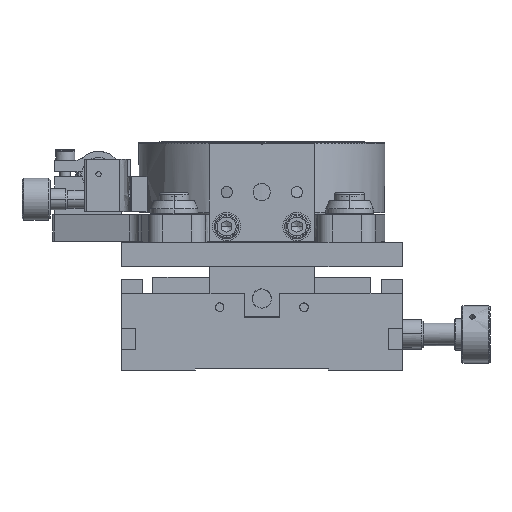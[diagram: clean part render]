
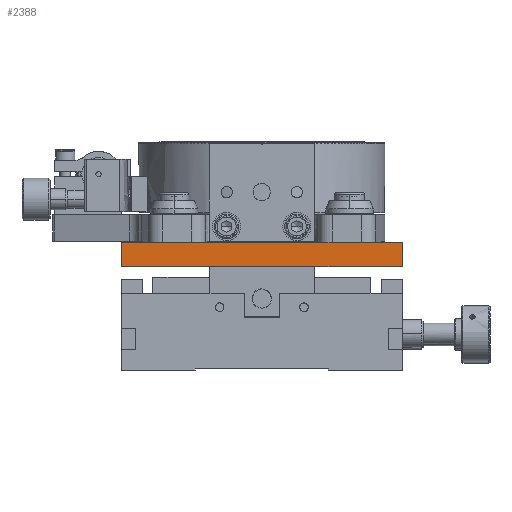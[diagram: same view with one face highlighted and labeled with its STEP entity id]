
A CAD part, left-side view. The second image highlights one B-rep face of the part: STEP entity #2388.
In plain terms, the highlighted free-form (B-spline) face has degree [1, 1] with [2, 2] control points.
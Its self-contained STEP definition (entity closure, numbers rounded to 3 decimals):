
#2388=ADVANCED_FACE('',(#5955),#115758,.T.);
#5955=FACE_OUTER_BOUND('',#9282,.T.);
#9282=EDGE_LOOP('',(#21454,#21455,#21456,#21457));
#21454=ORIENTED_EDGE('',*,*,#100156,.F.);
#21455=ORIENTED_EDGE('',*,*,#100251,.F.);
#21456=ORIENTED_EDGE('',*,*,#100256,.T.);
#21457=ORIENTED_EDGE('',*,*,#100245,.F.);
#42663=B_SPLINE_CURVE_WITH_KNOTS('',1,(#178441,#178442),.UNSPECIFIED.,.F.,
 .F.,(2,2),(-80.,0.),.UNSPECIFIED.);
#42664=B_SPLINE_CURVE_WITH_KNOTS('',1,(#178443,#178444),.UNSPECIFIED.,.F.,
 .F.,(2,2),(-80.,0.),.UNSPECIFIED.);
#42682=B_SPLINE_CURVE_WITH_KNOTS('',1,(#179279,#179280),.UNSPECIFIED.,.F.,
 .F.,(2,2),(-7.,0.),.UNSPECIFIED.);
#42683=B_SPLINE_CURVE_WITH_KNOTS('',1,(#179281,#179282),.UNSPECIFIED.,.F.,
 .F.,(2,2),(-7.,0.),.UNSPECIFIED.);
#42698=B_SPLINE_CURVE_WITH_KNOTS('',1,(#179311,#179312),.UNSPECIFIED.,.F.,
 .F.,(2,2),(0.,7.),.UNSPECIFIED.);
#42699=B_SPLINE_CURVE_WITH_KNOTS('',1,(#179313,#179314),.UNSPECIFIED.,.F.,
 .F.,(2,2),(0.,7.),.UNSPECIFIED.);
#42700=B_SPLINE_CURVE_WITH_KNOTS('',1,(#179355,#179356),.UNSPECIFIED.,.F.,
 .F.,(2,2),(-80.,0.),.UNSPECIFIED.);
#42701=B_SPLINE_CURVE_WITH_KNOTS('',1,(#179357,#179358),.UNSPECIFIED.,.F.,
 .F.,(2,2),(0.,7.),.UNSPECIFIED.);
#42702=B_SPLINE_CURVE_WITH_KNOTS('',1,(#179359,#179360),.UNSPECIFIED.,.F.,
 .F.,(2,2),(0.,80.),.UNSPECIFIED.);
#42703=B_SPLINE_CURVE_WITH_KNOTS('',1,(#179361,#179362),.UNSPECIFIED.,.F.,
 .F.,(2,2),(0.,80.),.UNSPECIFIED.);
#42704=B_SPLINE_CURVE_WITH_KNOTS('',1,(#179363,#179364),.UNSPECIFIED.,.F.,
 .F.,(2,2),(-7.,0.),.UNSPECIFIED.);
#43271=B_SPLINE_CURVE_WITH_KNOTS('',1,(#181491,#181492),.UNSPECIFIED.,.F.,
 .F.,(2,2),(0.,80.),.UNSPECIFIED.);
#61514=PCURVE('',#115754,#79043);
#61604=PCURVE('',#115755,#79133);
#61614=PCURVE('',#115757,#79143);
#61619=PCURVE('',#115758,#79148);
#61620=PCURVE('',#115758,#79149);
#61621=PCURVE('',#115758,#79150);
#61622=PCURVE('',#115758,#79151);
#62088=PCURVE('',#115776,#79617);
#79043=DEFINITIONAL_REPRESENTATION('',(#42664),#220262);
#79133=DEFINITIONAL_REPRESENTATION('',(#42683),#220262);
#79143=DEFINITIONAL_REPRESENTATION('',(#42699),#220262);
#79148=DEFINITIONAL_REPRESENTATION('',(#42700),#220262);
#79149=DEFINITIONAL_REPRESENTATION('',(#42701),#220262);
#79150=DEFINITIONAL_REPRESENTATION('',(#42703),#220262);
#79151=DEFINITIONAL_REPRESENTATION('',(#42704),#220262);
#79617=DEFINITIONAL_REPRESENTATION('',(#43271),#220262);
#91330=SURFACE_CURVE('',#42663,(#61514,#61619),.PCURVE_S1.);
#91419=SURFACE_CURVE('',#42682,(#61604,#61622),.PCURVE_S1.);
#91425=SURFACE_CURVE('',#42698,(#61614,#61620),.PCURVE_S1.);
#91430=SURFACE_CURVE('',#42702,(#61621,#62088),.PCURVE_S1.);
#100156=EDGE_CURVE('',#110939,#110938,#91330,.T.);
#100245=EDGE_CURVE('',#110938,#111030,#91419,.T.);
#100251=EDGE_CURVE('',#111033,#110939,#91425,.T.);
#100256=EDGE_CURVE('',#111033,#111030,#91430,.T.);
#110938=VERTEX_POINT('',#177376);
#110939=VERTEX_POINT('',#177377);
#111030=VERTEX_POINT('',#177468);
#111033=VERTEX_POINT('',#177471);
#115754=B_SPLINE_SURFACE_WITH_KNOTS('',1,1,((#172797,#172798),(#172799,
#172800)),.UNSPECIFIED.,.F.,.F.,.F.,(2,2),(2,2),(-48.12,48.12),
(-72.12,72.12),.UNSPECIFIED.);
#115755=B_SPLINE_SURFACE_WITH_KNOTS('',1,1,((#172801,#172802),(#172803,
#172804)),.UNSPECIFIED.,.F.,.F.,.F.,(2,2),(2,2),(-7.82,0.82),
(-132.12,12.12),.UNSPECIFIED.);
#115757=B_SPLINE_SURFACE_WITH_KNOTS('',1,1,((#172809,#172810),(#172811,
#172812)),.UNSPECIFIED.,.F.,.F.,.F.,(2,2),(2,2),(-0.82,7.82),
(-12.12,132.12),.UNSPECIFIED.);
#115758=B_SPLINE_SURFACE_WITH_KNOTS('',1,1,((#172813,#172814),(#172815,
#172816)),.UNSPECIFIED.,.F.,.F.,.F.,(2,2),(2,2),(-7.82,0.82),
(-88.12,8.12),.UNSPECIFIED.);
#115776=B_SPLINE_SURFACE_WITH_KNOTS('',1,1,((#174509,#174510),(#174511,
#174512)),.UNSPECIFIED.,.F.,.F.,.F.,(2,2),(2,2),(-72.12,72.12),
(-48.12,48.12),.UNSPECIFIED.);
#172797=CARTESIAN_POINT('',(-12.12,-109.173,29.));
#172798=CARTESIAN_POINT('',(132.12,-109.173,29.));
#172799=CARTESIAN_POINT('',(-12.12,-12.933,29.));
#172800=CARTESIAN_POINT('',(132.12,-12.933,29.));
#172801=CARTESIAN_POINT('',(-12.12,-21.053,28.18));
#172802=CARTESIAN_POINT('',(132.12,-21.053,28.18));
#172803=CARTESIAN_POINT('',(-12.12,-21.053,36.82));
#172804=CARTESIAN_POINT('',(132.12,-21.053,36.82));
#172809=CARTESIAN_POINT('',(-12.12,-101.053,36.82));
#172810=CARTESIAN_POINT('',(132.12,-101.053,36.82));
#172811=CARTESIAN_POINT('',(-12.12,-101.053,28.18));
#172812=CARTESIAN_POINT('',(132.12,-101.053,28.18));
#172813=CARTESIAN_POINT('',(0.,-109.173,28.18));
#172814=CARTESIAN_POINT('',(0.,-12.933,28.18));
#172815=CARTESIAN_POINT('',(0.,-109.173,36.82));
#172816=CARTESIAN_POINT('',(0.,-12.933,36.82));
#174509=CARTESIAN_POINT('',(-12.12,-109.173,36.));
#174510=CARTESIAN_POINT('',(-12.12,-12.933,36.));
#174511=CARTESIAN_POINT('',(132.12,-109.173,36.));
#174512=CARTESIAN_POINT('',(132.12,-12.933,36.));
#177376=CARTESIAN_POINT('',(0.,-21.053,29.));
#177377=CARTESIAN_POINT('',(0.,-101.053,29.));
#177468=CARTESIAN_POINT('',(0.,-21.053,36.));
#177471=CARTESIAN_POINT('',(0.,-101.053,36.));
#178441=CARTESIAN_POINT('',(0.,-101.053,29.));
#178442=CARTESIAN_POINT('',(0.,-21.053,29.));
#178443=CARTESIAN_POINT('',(-40.,-60.));
#178444=CARTESIAN_POINT('',(40.,-60.));
#179279=CARTESIAN_POINT('',(0.,-21.053,29.));
#179280=CARTESIAN_POINT('',(0.,-21.053,36.));
#179281=CARTESIAN_POINT('',(-7.,-120.));
#179282=CARTESIAN_POINT('',(0.,-120.));
#179311=CARTESIAN_POINT('',(0.,-101.053,36.));
#179312=CARTESIAN_POINT('',(0.,-101.053,29.));
#179313=CARTESIAN_POINT('',(0.,0.));
#179314=CARTESIAN_POINT('',(7.,0.));
#179355=CARTESIAN_POINT('',(-7.,-80.));
#179356=CARTESIAN_POINT('',(-7.,0.));
#179357=CARTESIAN_POINT('',(0.,-80.));
#179358=CARTESIAN_POINT('',(-7.,-80.));
#179359=CARTESIAN_POINT('',(0.,-101.053,36.));
#179360=CARTESIAN_POINT('',(0.,-21.053,36.));
#179361=CARTESIAN_POINT('',(0.,-80.));
#179362=CARTESIAN_POINT('',(0.,0.));
#179363=CARTESIAN_POINT('',(-7.,0.));
#179364=CARTESIAN_POINT('',(0.,0.));
#181491=CARTESIAN_POINT('',(-60.,-40.));
#181492=CARTESIAN_POINT('',(-60.,40.));
#220262=(
GEOMETRIC_REPRESENTATION_CONTEXT(2)
PARAMETRIC_REPRESENTATION_CONTEXT()
REPRESENTATION_CONTEXT('pspace','')
);
